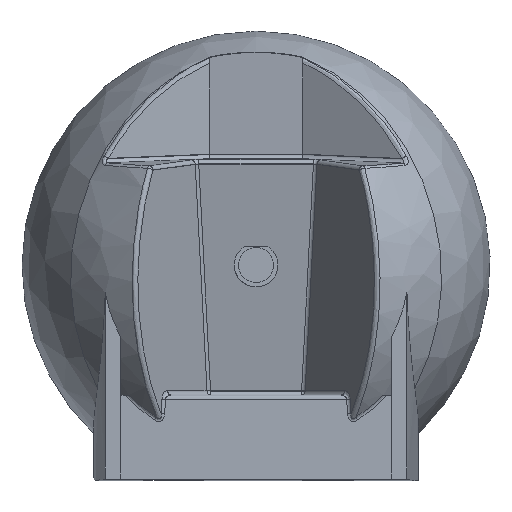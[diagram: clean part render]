
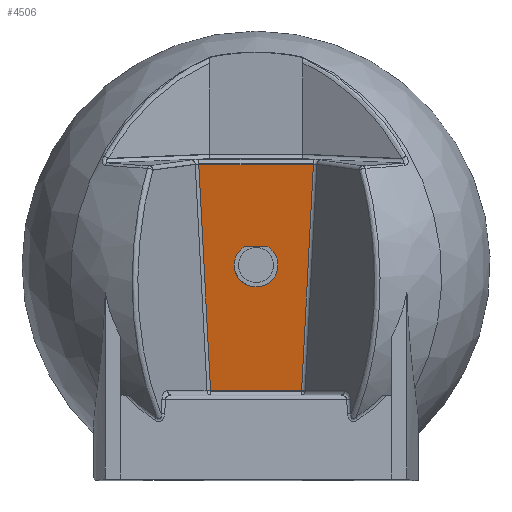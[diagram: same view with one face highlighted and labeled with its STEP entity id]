
A CAD part, top view. The second image highlights one B-rep face of the part: STEP entity #4506.
In plain terms, the highlighted planar face has unit normal (0, -0.169, 0.986).
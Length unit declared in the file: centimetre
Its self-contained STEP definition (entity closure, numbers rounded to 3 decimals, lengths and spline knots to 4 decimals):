
#70 = CARTESIAN_POINT ( 'NONE',  ( 16.7666, 35.3938, 62.5131 ) ) ;
#108 = CARTESIAN_POINT ( 'NONE',  ( -8.9026, 49.6618, 64.9543 ) ) ;
#116 = PLANE ( 'NONE',  #7568 ) ;
#347 = DIRECTION ( 'NONE',  ( 1., 0., 0. ) ) ;
#518 = CARTESIAN_POINT ( 'NONE',  ( -13.9475, 46.5258, 64.4178 ) ) ;
#867 = EDGE_CURVE ( 'NONE', #4111, #4577, #3999, .T. ) ;
#993 = EDGE_CURVE ( 'NONE', #7458, #5310, #7959, .T. ) ;
#1096 = CARTESIAN_POINT ( 'NONE',  ( -0.0334, 49.6618, 64.9543 ) ) ;
#1126 = CARTESIAN_POINT ( 'NONE',  ( 16.7666, 1.7938, 56.7641 ) ) ;
#1128 =( BOUNDED_CURVE ( )  B_SPLINE_CURVE ( 3, ( #108, #518, #3570, #3161 ),
 .UNSPECIFIED., .F., .T. ) 
 B_SPLINE_CURVE_WITH_KNOTS ( ( 4, 4 ),
 ( 3.6978, 4.7124 ),
 .UNSPECIFIED. ) 
 CURVE ( )  GEOMETRIC_REPRESENTATION_ITEM ( )  RATIONAL_B_SPLINE_CURVE ( ( 1., 0.916, 0.916, 1. ) ) 
 REPRESENTATION_ITEM ( '' )  );
#1180 = CARTESIAN_POINT ( 'NONE',  ( 44.2183, 116.1764, 76.335 ) ) ;
#1225 = ORIENTED_EDGE ( 'NONE', *, *, #7992, .F. ) ;
#1286 = VERTEX_POINT ( 'NONE', #5965 ) ;
#1613 = CARTESIAN_POINT ( 'NONE',  ( 13.8807, 46.5258, 64.4178 ) ) ;
#1748 = ORIENTED_EDGE ( 'NONE', *, *, #9343, .T. ) ;
#2014 = VECTOR ( 'NONE', #9766, 100. ) ;
#2091 = VERTEX_POINT ( 'NONE', #4295 ) ;
#2197 = CARTESIAN_POINT ( 'NONE',  ( -34.855, -64.5163, 45.4184 ) ) ;
#2411 = DIRECTION ( 'NONE',  ( 0., 0.986, 0.169 ) ) ;
#2537 = CARTESIAN_POINT ( 'NONE',  ( -16.8334, 35.3938, 62.5131 ) ) ;
#2736 = DIRECTION ( 'NONE',  ( 0.051, 0.984, 0.168 ) ) ;
#3119 = CARTESIAN_POINT ( 'NONE',  ( 16.7666, 41.3339, 63.5294 ) ) ;
#3150 = VECTOR ( 'NONE', #6653, 100. ) ;
#3161 = CARTESIAN_POINT ( 'NONE',  ( -16.8334, 35.3938, 62.5131 ) ) ;
#3168 = CARTESIAN_POINT ( 'NONE',  ( -46.0584, 112.6618, 75.7337 ) ) ;
#3504 = CARTESIAN_POINT ( 'NONE',  ( 8.8358, 49.6618, 64.9543 ) ) ;
#3570 = CARTESIAN_POINT ( 'NONE',  ( -16.8334, 41.3339, 63.5294 ) ) ;
#3787 = LINE ( 'NONE', #6602, #3150 ) ;
#3999 =( BOUNDED_CURVE ( )  B_SPLINE_CURVE ( 3, ( #70, #3119, #1613, #7640 ),
 .UNSPECIFIED., .F., .T. ) 
 B_SPLINE_CURVE_WITH_KNOTS ( ( 4, 4 ),
 ( 1.5708, 2.5854 ),
 .UNSPECIFIED. ) 
 CURVE ( )  GEOMETRIC_REPRESENTATION_ITEM ( )  RATIONAL_B_SPLINE_CURVE ( ( 1., 0.916, 0.916, 1. ) ) 
 REPRESENTATION_ITEM ( '' )  );
#4111 = VERTEX_POINT ( 'NONE', #7062 ) ;
#4247 = VECTOR ( 'NONE', #347, 100. ) ;
#4295 = CARTESIAN_POINT ( 'NONE',  ( -16.8334, 35.3938, 62.5131 ) ) ;
#4420 = VECTOR ( 'NONE', #7681, 100. ) ;
#4431 = EDGE_LOOP ( 'NONE', ( #1225, #7898, #7773, #7760 ) ) ;
#4506 = ADVANCED_FACE ( 'NONE', ( #5494, #6930 ), #116, .F. ) ;
#4532 = LINE ( 'NONE', #2197, #2014 ) ;
#4577 = VERTEX_POINT ( 'NONE', #3504 ) ;
#4737 = EDGE_LOOP ( 'NONE', ( #1748, #8893, #8142, #8402 ) ) ;
#5159 = EDGE_CURVE ( 'NONE', #2091, #4111, #7934, .T. ) ;
#5310 = VERTEX_POINT ( 'NONE', #5956 ) ;
#5494 = FACE_OUTER_BOUND ( 'NONE', #4737, .T. ) ;
#5956 = CARTESIAN_POINT ( 'NONE',  ( 44.0349, 112.6618, 75.7337 ) ) ;
#5965 = CARTESIAN_POINT ( 'NONE',  ( -35.0454, -60.8666, 46.0429 ) ) ;
#6377 = LINE ( 'NONE', #1096, #4247 ) ;
#6407 = CARTESIAN_POINT ( 'NONE',  ( -16.8334, 1.7938, 56.7641 ) ) ;
#6602 = CARTESIAN_POINT ( 'NONE',  ( -0.0334, -60.8666, 46.0429 ) ) ;
#6653 = DIRECTION ( 'NONE',  ( 1., 0., 0. ) ) ;
#6930 = FACE_BOUND ( 'NONE', #4431, .T. ) ;
#7062 = CARTESIAN_POINT ( 'NONE',  ( 16.7666, 35.3938, 62.5131 ) ) ;
#7458 = VERTEX_POINT ( 'NONE', #8809 ) ;
#7568 = AXIS2_PLACEMENT_3D ( 'NONE', #7827, #9232, #2411 ) ;
#7640 = CARTESIAN_POINT ( 'NONE',  ( 8.8358, 49.6618, 64.9543 ) ) ;
#7681 = DIRECTION ( 'NONE',  ( -1., 0., 0. ) ) ;
#7706 = CARTESIAN_POINT ( 'NONE',  ( -44.1017, 112.6618, 75.7337 ) ) ;
#7760 = ORIENTED_EDGE ( 'NONE', *, *, #5159, .F. ) ;
#7773 = ORIENTED_EDGE ( 'NONE', *, *, #867, .F. ) ;
#7827 = CARTESIAN_POINT ( 'NONE',  ( -0.0334, 23.1658, 60.4209 ) ) ;
#7898 = ORIENTED_EDGE ( 'NONE', *, *, #9029, .T. ) ;
#7934 =( BOUNDED_CURVE ( )  B_SPLINE_CURVE ( 3, ( #2537, #6407, #1126, #8646 ),
 .UNSPECIFIED., .F., .T. ) 
 B_SPLINE_CURVE_WITH_KNOTS ( ( 4, 4 ),
 ( 4.7124, 7.854 ),
 .UNSPECIFIED. ) 
 CURVE ( )  GEOMETRIC_REPRESENTATION_ITEM ( )  RATIONAL_B_SPLINE_CURVE ( ( 1., 0.333, 0.333, 1. ) ) 
 REPRESENTATION_ITEM ( '' )  );
#7959 = LINE ( 'NONE', #1180, #8987 ) ;
#7988 = CARTESIAN_POINT ( 'NONE',  ( -8.9026, 49.6618, 64.9543 ) ) ;
#7992 = EDGE_CURVE ( 'NONE', #9462, #2091, #1128, .T. ) ;
#8142 = ORIENTED_EDGE ( 'NONE', *, *, #9688, .T. ) ;
#8402 = ORIENTED_EDGE ( 'NONE', *, *, #9080, .T. ) ;
#8571 = VERTEX_POINT ( 'NONE', #7706 ) ;
#8646 = CARTESIAN_POINT ( 'NONE',  ( 16.7666, 35.3938, 62.5131 ) ) ;
#8809 = CARTESIAN_POINT ( 'NONE',  ( 34.9787, -60.8666, 46.0429 ) ) ;
#8893 = ORIENTED_EDGE ( 'NONE', *, *, #993, .T. ) ;
#8987 = VECTOR ( 'NONE', #2736, 100. ) ;
#9029 = EDGE_CURVE ( 'NONE', #9462, #4577, #6377, .T. ) ;
#9080 = EDGE_CURVE ( 'NONE', #8571, #1286, #4532, .T. ) ;
#9232 = DIRECTION ( 'NONE',  ( 0., 0.169, -0.986 ) ) ;
#9343 = EDGE_CURVE ( 'NONE', #1286, #7458, #3787, .T. ) ;
#9462 = VERTEX_POINT ( 'NONE', #7988 ) ;
#9688 = EDGE_CURVE ( 'NONE', #5310, #8571, #9850, .T. ) ;
#9766 = DIRECTION ( 'NONE',  ( 0.051, -0.984, -0.168 ) ) ;
#9850 = LINE ( 'NONE', #3168, #4420 ) ;
